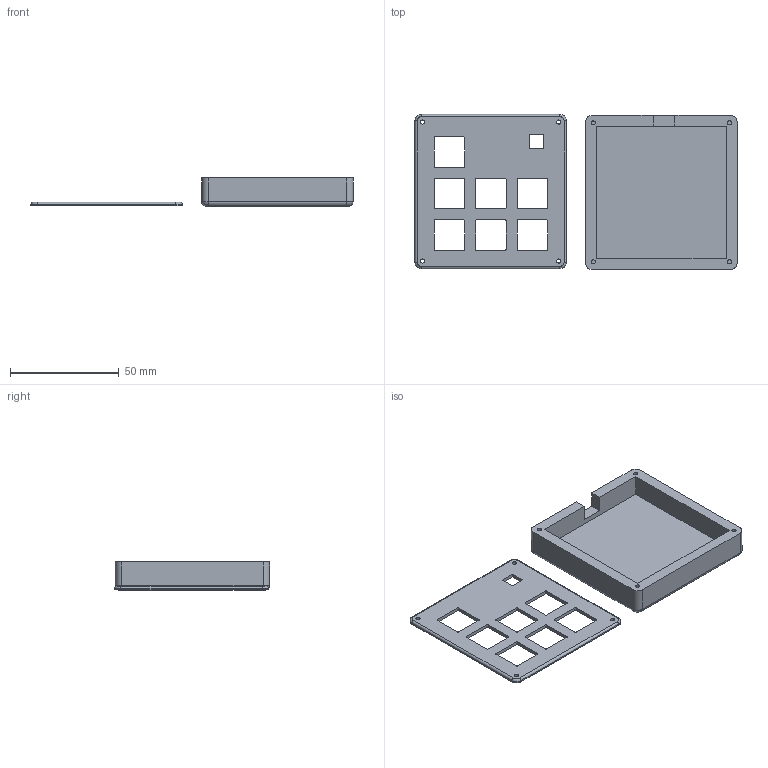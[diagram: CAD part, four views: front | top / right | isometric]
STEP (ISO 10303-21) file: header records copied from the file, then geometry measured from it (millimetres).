
FILE_DESCRIPTION(/* description */ (''),/* implementation_level */ '2;1');
FILE_NAME(/* name */ 'casfertig.step',/* time_stamp */ '2025-12-23T00:52:15+01:00',/* author */ (''),/* organization */ (''),/* preprocessor_version */ 'ST-DEVELOPER v20.1',/* originating_system */ 'Autodesk Translation Framework v14.21.0.0',/* authorisation */ '');
FILE_SCHEMA (('AUTOMOTIVE_DESIGN { 1 0 10303 214 3 1 1 }'));
Length unit declared in the file: millimetre
Products named in the file (3): 2025-12-23-00-33-37-127; 2025-12-22-23-55-16-500; 2025-12-23-00-14-44-724
Assembly tree (2 placements, depth 2):
  2025-12-23-00-33-37-127
    2025-12-22-23-55-16-500
    2025-12-23-00-14-44-724
Bounding box: 147.86 x 71.22 x 13 mm (x, y, z)
Volume: 32511.7 mm3; surface area: 23684.4 mm2
Topology: 2 solids, 2 shells, 116 faces, 308 edges, 200 vertices
Faces by surface type: plane 56, cylinder 52, bspline 4, torus 4
Full cylindrical faces by diameter (mm): 1.9 x8
Entity records: 3765 total; most frequent: CARTESIAN_POINT 661, DIRECTION 654, ORIENTED_EDGE 616, EDGE_CURVE 308, AXIS2_PLACEMENT_3D 229, VERTEX_POINT 200, LINE 196, VECTOR 196
